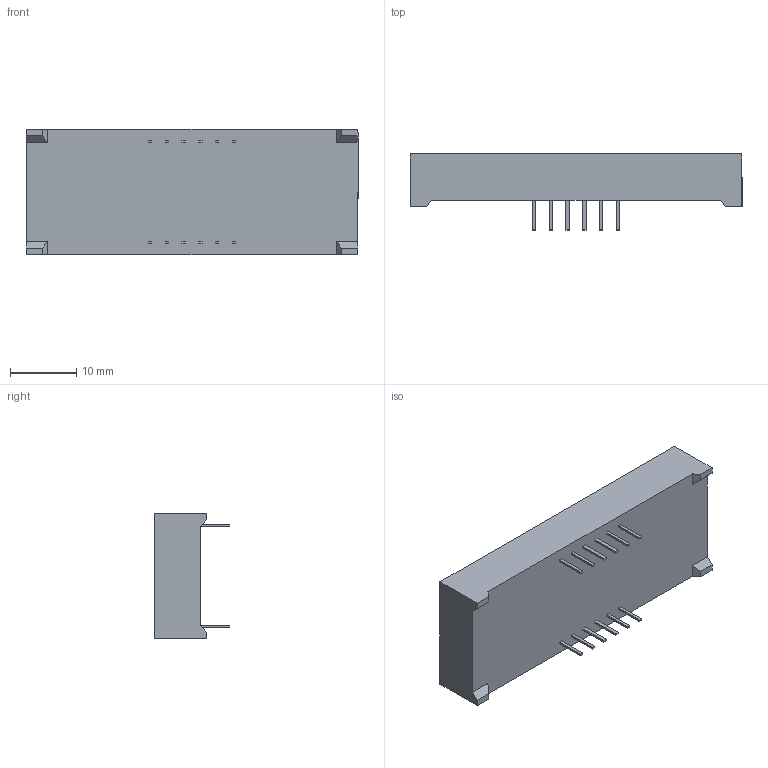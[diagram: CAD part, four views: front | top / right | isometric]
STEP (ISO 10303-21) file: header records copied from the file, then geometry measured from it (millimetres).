
FILE_DESCRIPTION (( 'STEP AP214' ), '1' );
FILE_NAME ('8CB9D53A-BB79-40E6-BB69-488386232474.STEP', '2007-05-02T20:54:34', ( 'SysAdmin' ), ( 'SolidWorks' ), 'SwSTEP 2.0', 'SolidWorks 2007', '' );
FILE_SCHEMA (( 'AUTOMOTIVE_DESIGN' ));
Length unit declared in the file: millimetre
Products named in the file (1): 8CB9D53A-BB79-40E6-BB69-488386232474
Bounding box: 50.3 x 11.5 x 19 mm (x, y, z)
Volume: 6713.3 mm3; surface area: 2997.4 mm2
Topology: 1 solids, 1 shells, 270 faces, 672 edges, 448 vertices
Faces by surface type: plane 246, cylinder 24
Entity records: 10138 total; most frequent: CARTESIAN_POINT 1391, ORIENTED_EDGE 1344, DIRECTION 1262, EDGE_CURVE 672, VECTOR 624, LINE 624, VERTEX_POINT 448, AXIS2_PLACEMENT_3D 319
